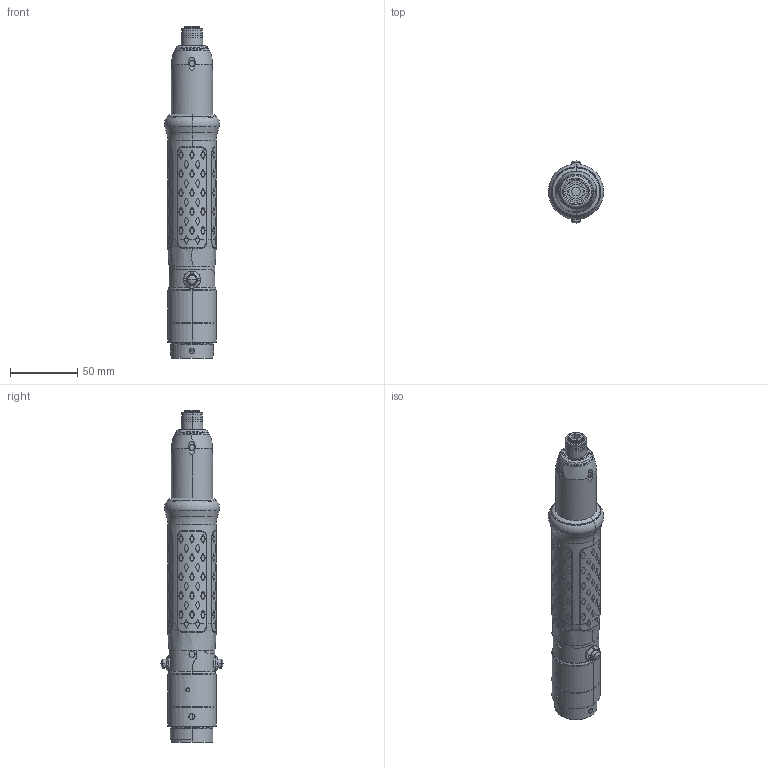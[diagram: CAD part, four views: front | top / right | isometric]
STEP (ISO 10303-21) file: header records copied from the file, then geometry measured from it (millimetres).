
FILE_DESCRIPTION((''),'2;1');
FILE_NAME('8433210825_SW','2019-05-29T15:02:17',('Toocsr'),(''),'CREO PARAMETRIC BY PTC INC, 2018100','CREO PARAMETRIC BY PTC INC, 2018100','');
FILE_SCHEMA(('CONFIG_CONTROL_DESIGN','GEOMETRIC_VALIDATION_PROPERTIES_MIM'));
Length unit declared in the file: millimetre
Products named in the file (1): 8433210825_SW
Bounding box: 41 x 46 x 246 mm (x, y, z)
Volume: 151091.8 mm3; surface area: 81176.5 mm2
Topology: 4 solids, 5 shells, 2329 faces, 6277 edges, 4104 vertices
Faces by surface type: bspline 863, plane 701, cylinder 490, torus 129, cone 127, sphere 12, extrusion 7
Entity records: 138257 total; most frequent: CARTESIAN_POINT 69237, ORIENTED_EDGE 12522, DIRECTION 8360, EDGE_CURVE 6261, VERTEX_POINT 4104, VECTOR 2956, LINE 2949, AXIS2_PLACEMENT_3D 2702
